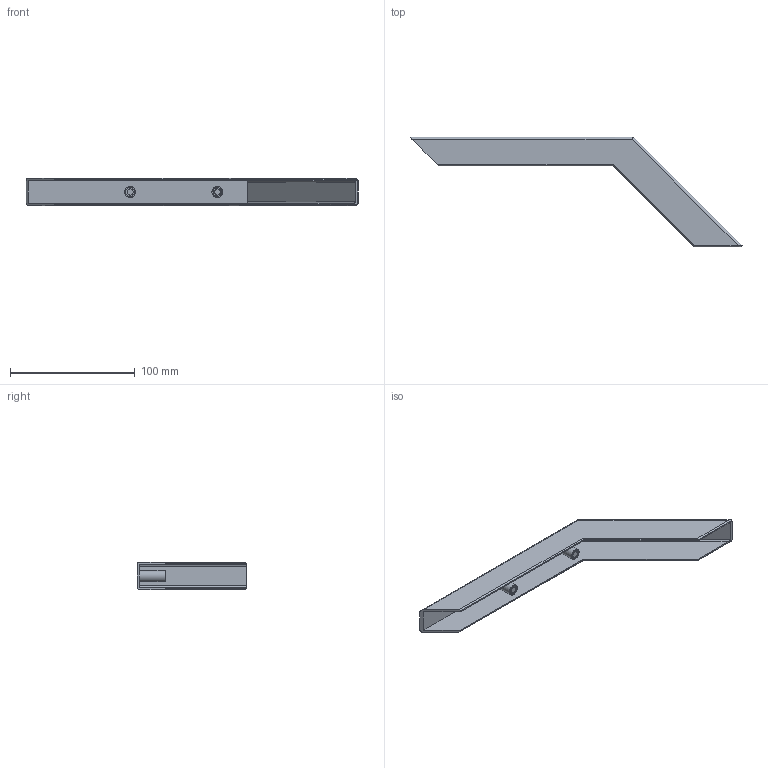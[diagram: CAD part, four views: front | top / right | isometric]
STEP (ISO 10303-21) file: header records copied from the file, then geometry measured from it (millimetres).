
FILE_DESCRIPTION(/* description */ (''),/* implementation_level */ '2;1');
FILE_NAME(/* name */ 'Top cover (plastic).step',/* time_stamp */ '2022-06-22T12:45:48+03:00',/* author */ (''),/* organization */ (''),/* preprocessor_version */ 'ST-DEVELOPER v19',/* originating_system */ 'Autodesk Translation Framework v11.7.0.108',/* authorisation */ '');
FILE_SCHEMA (('AUTOMOTIVE_DESIGN { 1 0 10303 214 3 1 1 }'));
Length unit declared in the file: millimetre
Products named in the file (1): FusionComponent
Bounding box: 266.29 x 88.03 x 22 mm (x, y, z)
Volume: 38772.6 mm3; surface area: 40518.5 mm2
Topology: 1 solids, 1 shells, 44 faces, 97 edges, 61 vertices
Faces by surface type: plane 28, cylinder 12, bspline 4
Full cylindrical faces by diameter (mm): 4.9 x2, 7.1 x2, 9 x2
Entity records: 1334 total; most frequent: CARTESIAN_POINT 334, ORIENTED_EDGE 194, DIRECTION 190, EDGE_CURVE 97, LINE 68, VECTOR 68, VERTEX_POINT 61, AXIS2_PLACEMENT_3D 61
